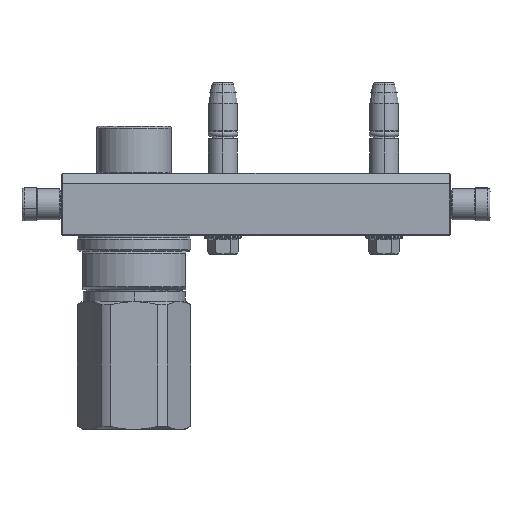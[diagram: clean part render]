
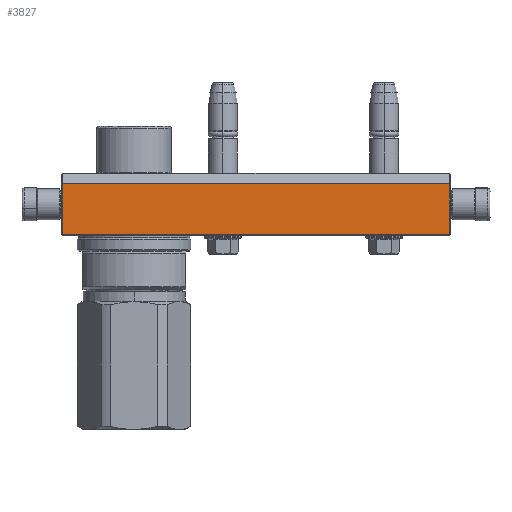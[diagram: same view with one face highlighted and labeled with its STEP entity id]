
A CAD part, left-side view. The second image highlights one B-rep face of the part: STEP entity #3827.
In plain terms, the highlighted face is planar.
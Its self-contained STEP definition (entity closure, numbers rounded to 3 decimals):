
#2836 = VERTEX_POINT ( 'NONE', #34041 ) ;
#3402 = CARTESIAN_POINT ( 'NONE',  ( 94., 0., -45. ) ) ;
#3447 = EDGE_CURVE ( 'NONE', #15826, #2836, #8666, .T. ) ;
#3489 = CARTESIAN_POINT ( 'NONE',  ( 93.5, 29.5, -45. ) ) ;
#3827 = ADVANCED_FACE ( 'NONE', ( #38939 ), #41782, .T. ) ;
#4667 = CARTESIAN_POINT ( 'NONE',  ( -93.5, 5., -45. ) ) ;
#5596 = LINE ( 'NONE', #28155, #20867 ) ;
#8666 = LINE ( 'NONE', #4667, #11363 ) ;
#9195 = CARTESIAN_POINT ( 'NONE',  ( 93.5, 5., -45. ) ) ;
#10048 = LINE ( 'NONE', #9195, #30723 ) ;
#11071 = CARTESIAN_POINT ( 'NONE',  ( 93.5, 29.5, -45. ) ) ;
#11092 = EDGE_LOOP ( 'NONE', ( #36120, #37065, #24482, #19685 ) ) ;
#11363 = VECTOR ( 'NONE', #11386, 1000. ) ;
#11386 = DIRECTION ( 'NONE',  ( 0., 1., 0. ) ) ;
#14622 = VERTEX_POINT ( 'NONE', #39376 ) ;
#15826 = VERTEX_POINT ( 'NONE', #44299 ) ;
#17519 = DIRECTION ( 'NONE',  ( -1., 0., 0. ) ) ;
#19685 = ORIENTED_EDGE ( 'NONE', *, *, #25001, .T. ) ;
#20867 = VECTOR ( 'NONE', #31612, 1000. ) ;
#22424 = AXIS2_PLACEMENT_3D ( 'NONE', #3402, #31389, #37995 ) ;
#24482 = ORIENTED_EDGE ( 'NONE', *, *, #44864, .F. ) ;
#25001 = EDGE_CURVE ( 'NONE', #14622, #15826, #10048, .T. ) ;
#26393 = VECTOR ( 'NONE', #17519, 1000. ) ;
#26958 = LINE ( 'NONE', #3489, #26393 ) ;
#28155 = CARTESIAN_POINT ( 'NONE',  ( 93.5, 5., -45. ) ) ;
#30723 = VECTOR ( 'NONE', #37214, 1000. ) ;
#31389 = DIRECTION ( 'NONE',  ( 0., 0., -1. ) ) ;
#31612 = DIRECTION ( 'NONE',  ( 0., 1., 0. ) ) ;
#34041 = CARTESIAN_POINT ( 'NONE',  ( -93.5, 29.5, -45. ) ) ;
#35543 = VERTEX_POINT ( 'NONE', #11071 ) ;
#36120 = ORIENTED_EDGE ( 'NONE', *, *, #3447, .T. ) ;
#37065 = ORIENTED_EDGE ( 'NONE', *, *, #38338, .F. ) ;
#37214 = DIRECTION ( 'NONE',  ( -1., 0., 0. ) ) ;
#37995 = DIRECTION ( 'NONE',  ( -1., 0., 0. ) ) ;
#38338 = EDGE_CURVE ( 'NONE', #35543, #2836, #26958, .T. ) ;
#38939 = FACE_OUTER_BOUND ( 'NONE', #11092, .T. ) ;
#39376 = CARTESIAN_POINT ( 'NONE',  ( 93.5, 5., -45. ) ) ;
#41782 = PLANE ( 'NONE',  #22424 ) ;
#44299 = CARTESIAN_POINT ( 'NONE',  ( -93.5, 5., -45. ) ) ;
#44864 = EDGE_CURVE ( 'NONE', #14622, #35543, #5596, .T. ) ;
